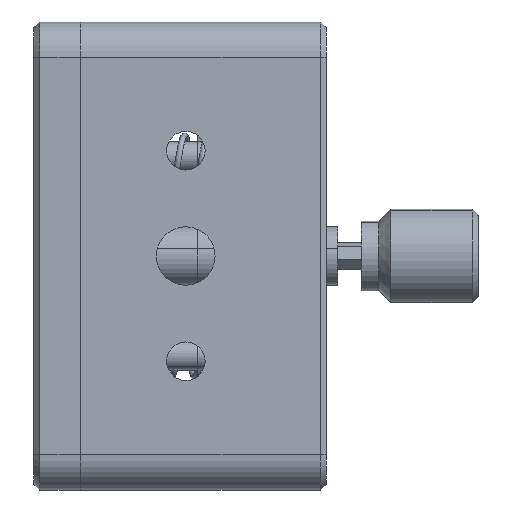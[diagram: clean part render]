
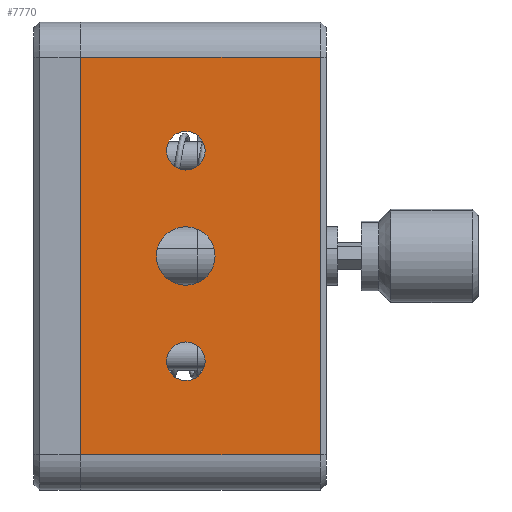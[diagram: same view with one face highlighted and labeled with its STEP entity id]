
A CAD part, front view. The second image highlights one B-rep face of the part: STEP entity #7770.
In plain terms, the highlighted planar face has unit normal (0, -1, 0).
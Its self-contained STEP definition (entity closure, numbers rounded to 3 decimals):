
#29 = DIRECTION ( 'NONE',  ( 1., 0., 0. ) ) ;
#429 = VECTOR ( 'NONE', #29, 1000. ) ;
#473 = CIRCLE ( 'NONE', #9832, 2.5 ) ;
#820 = EDGE_CURVE ( 'NONE', #12416, #4507, #3387, .T. ) ;
#854 = DIRECTION ( 'NONE',  ( 0., 1., 0. ) ) ;
#876 = LINE ( 'NONE', #1042, #12489 ) ;
#1042 = CARTESIAN_POINT ( 'NONE',  ( 7.882, -15.167, 57. ) ) ;
#1096 = DIRECTION ( 'NONE',  ( 0., 0., -1. ) ) ;
#1313 = CIRCLE ( 'NONE', #9811, 1.65 ) ;
#1594 = FACE_BOUND ( 'NONE', #5940, .T. ) ;
#1725 = AXIS2_PLACEMENT_3D ( 'NONE', #7918, #854, #3225 ) ;
#2234 = CARTESIAN_POINT ( 'NONE',  ( -3.618, -15.167, 31. ) ) ;
#2428 = LINE ( 'NONE', #10610, #6493 ) ;
#2949 = CARTESIAN_POINT ( 'NONE',  ( -3.618, -15.167, 29.35 ) ) ;
#3119 = CARTESIAN_POINT ( 'NONE',  ( 7.882, -15.167, 57. ) ) ;
#3225 = DIRECTION ( 'NONE',  ( 0., 0., 1. ) ) ;
#3291 = ORIENTED_EDGE ( 'NONE', *, *, #820, .F. ) ;
#3387 = CIRCLE ( 'NONE', #15145, 1.65 ) ;
#3573 = LINE ( 'NONE', #4581, #429 ) ;
#3914 = DIRECTION ( 'NONE',  ( 0., 0., -1. ) ) ;
#4100 = EDGE_CURVE ( 'NONE', #13221, #9653, #8880, .T. ) ;
#4118 = CARTESIAN_POINT ( 'NONE',  ( -3.618, -15.167, 50.65 ) ) ;
#4249 = DIRECTION ( 'NONE',  ( 0., -1., 0. ) ) ;
#4475 = CARTESIAN_POINT ( 'NONE',  ( -12.618, -15.167, 60. ) ) ;
#4507 = VERTEX_POINT ( 'NONE', #10263 ) ;
#4581 = CARTESIAN_POINT ( 'NONE',  ( 8.382, -15.167, 23. ) ) ;
#4707 = EDGE_CURVE ( 'NONE', #4507, #12416, #1313, .T. ) ;
#5291 = DIRECTION ( 'NONE',  ( 0., 0., -1. ) ) ;
#5866 = FACE_BOUND ( 'NONE', #9621, .T. ) ;
#5898 = VERTEX_POINT ( 'NONE', #13520 ) ;
#5940 = EDGE_LOOP ( 'NONE', ( #6324, #13438 ) ) ;
#6038 = VERTEX_POINT ( 'NONE', #11497 ) ;
#6071 = CIRCLE ( 'NONE', #12623, 2.5 ) ;
#6259 = EDGE_CURVE ( 'NONE', #13860, #11020, #10120, .T. ) ;
#6324 = ORIENTED_EDGE ( 'NONE', *, *, #8711, .F. ) ;
#6493 = VECTOR ( 'NONE', #13962, 1000. ) ;
#6691 = EDGE_LOOP ( 'NONE', ( #8442, #7785, #11000, #11161 ) ) ;
#6916 = CARTESIAN_POINT ( 'NONE',  ( -3.618, -15.167, 49. ) ) ;
#6978 = DIRECTION ( 'NONE',  ( 0., 0., 1. ) ) ;
#7037 = DIRECTION ( 'NONE',  ( 0., -1., 0. ) ) ;
#7075 = EDGE_CURVE ( 'NONE', #5898, #7738, #876, .T. ) ;
#7738 = VERTEX_POINT ( 'NONE', #3119 ) ;
#7770 = ADVANCED_FACE ( 'NONE', ( #5866, #13743, #1594, #15207 ), #13760, .F. ) ;
#7785 = ORIENTED_EDGE ( 'NONE', *, *, #7075, .T. ) ;
#7857 = DIRECTION ( 'NONE',  ( 0., 0., -1. ) ) ;
#7918 = CARTESIAN_POINT ( 'NONE',  ( 8.382, -15.167, 60. ) ) ;
#8077 = CARTESIAN_POINT ( 'NONE',  ( -3.618, -15.167, 37.5 ) ) ;
#8278 = DIRECTION ( 'NONE',  ( 0., 0., -1. ) ) ;
#8442 = ORIENTED_EDGE ( 'NONE', *, *, #10784, .T. ) ;
#8700 = EDGE_CURVE ( 'NONE', #11020, #13860, #13727, .T. ) ;
#8705 = CARTESIAN_POINT ( 'NONE',  ( -3.618, -15.167, 31. ) ) ;
#8711 = EDGE_CURVE ( 'NONE', #12501, #6038, #473, .T. ) ;
#8880 = LINE ( 'NONE', #4475, #11817 ) ;
#9040 = AXIS2_PLACEMENT_3D ( 'NONE', #2234, #7037, #7857 ) ;
#9382 = CARTESIAN_POINT ( 'NONE',  ( -3.618, -15.167, 40. ) ) ;
#9559 = CARTESIAN_POINT ( 'NONE',  ( -3.618, -15.167, 32.65 ) ) ;
#9582 = DIRECTION ( 'NONE',  ( 0., -1., 0. ) ) ;
#9621 = EDGE_LOOP ( 'NONE', ( #11928, #12621 ) ) ;
#9653 = VERTEX_POINT ( 'NONE', #12667 ) ;
#9811 = AXIS2_PLACEMENT_3D ( 'NONE', #6916, #15241, #8278 ) ;
#9832 = AXIS2_PLACEMENT_3D ( 'NONE', #10171, #4249, #1096 ) ;
#10072 = CARTESIAN_POINT ( 'NONE',  ( -12.618, -15.167, 57. ) ) ;
#10120 = CIRCLE ( 'NONE', #10227, 1.65 ) ;
#10171 = CARTESIAN_POINT ( 'NONE',  ( -3.618, -15.167, 40. ) ) ;
#10227 = AXIS2_PLACEMENT_3D ( 'NONE', #8705, #13188, #3914 ) ;
#10240 = ORIENTED_EDGE ( 'NONE', *, *, #4707, .F. ) ;
#10263 = CARTESIAN_POINT ( 'NONE',  ( -3.618, -15.167, 47.35 ) ) ;
#10610 = CARTESIAN_POINT ( 'NONE',  ( 8.382, -15.167, 57. ) ) ;
#10784 = EDGE_CURVE ( 'NONE', #9653, #5898, #3573, .T. ) ;
#11000 = ORIENTED_EDGE ( 'NONE', *, *, #12778, .T. ) ;
#11020 = VERTEX_POINT ( 'NONE', #9559 ) ;
#11161 = ORIENTED_EDGE ( 'NONE', *, *, #4100, .T. ) ;
#11497 = CARTESIAN_POINT ( 'NONE',  ( -3.618, -15.167, 42.5 ) ) ;
#11817 = VECTOR ( 'NONE', #12698, 1000. ) ;
#11928 = ORIENTED_EDGE ( 'NONE', *, *, #6259, .F. ) ;
#12385 = CARTESIAN_POINT ( 'NONE',  ( -3.618, -15.167, 49. ) ) ;
#12416 = VERTEX_POINT ( 'NONE', #4118 ) ;
#12489 = VECTOR ( 'NONE', #6978, 1000. ) ;
#12501 = VERTEX_POINT ( 'NONE', #8077 ) ;
#12621 = ORIENTED_EDGE ( 'NONE', *, *, #8700, .F. ) ;
#12623 = AXIS2_PLACEMENT_3D ( 'NONE', #9382, #9582, #13034 ) ;
#12667 = CARTESIAN_POINT ( 'NONE',  ( -12.618, -15.167, 23. ) ) ;
#12698 = DIRECTION ( 'NONE',  ( 0., 0., -1. ) ) ;
#12778 = EDGE_CURVE ( 'NONE', #7738, #13221, #2428, .T. ) ;
#12781 = EDGE_LOOP ( 'NONE', ( #10240, #3291 ) ) ;
#13034 = DIRECTION ( 'NONE',  ( 0., 0., -1. ) ) ;
#13188 = DIRECTION ( 'NONE',  ( 0., -1., 0. ) ) ;
#13221 = VERTEX_POINT ( 'NONE', #10072 ) ;
#13438 = ORIENTED_EDGE ( 'NONE', *, *, #14575, .F. ) ;
#13520 = CARTESIAN_POINT ( 'NONE',  ( 7.882, -15.167, 23. ) ) ;
#13727 = CIRCLE ( 'NONE', #9040, 1.65 ) ;
#13743 = FACE_BOUND ( 'NONE', #12781, .T. ) ;
#13760 = PLANE ( 'NONE',  #1725 ) ;
#13860 = VERTEX_POINT ( 'NONE', #2949 ) ;
#13962 = DIRECTION ( 'NONE',  ( -1., 0., 0. ) ) ;
#14575 = EDGE_CURVE ( 'NONE', #6038, #12501, #6071, .T. ) ;
#14677 = DIRECTION ( 'NONE',  ( 0., -1., 0. ) ) ;
#15145 = AXIS2_PLACEMENT_3D ( 'NONE', #12385, #14677, #5291 ) ;
#15207 = FACE_OUTER_BOUND ( 'NONE', #6691, .T. ) ;
#15241 = DIRECTION ( 'NONE',  ( 0., -1., 0. ) ) ;
